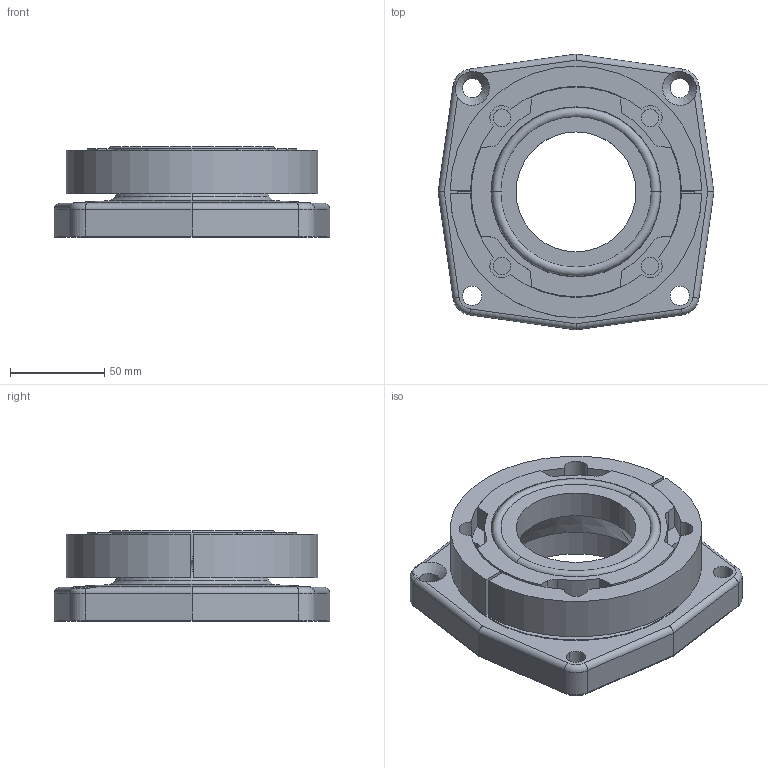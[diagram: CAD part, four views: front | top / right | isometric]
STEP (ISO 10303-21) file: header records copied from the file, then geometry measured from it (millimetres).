
FILE_DESCRIPTION((''),'2;1');
FILE_NAME('78300296_00','2016-09-21T',('sobrien2'),(''),'CREO PARAMETRIC BY PTC INC, 2015290','CREO PARAMETRIC BY PTC INC, 2015290','');
FILE_SCHEMA(('CONFIG_CONTROL_DESIGN'));
Length unit declared in the file: inch
Products named in the file (1): 78300296_00
Bounding box: 146.05 x 146.05 x 48.01 mm (x, y, z)
Surface area: 102601.7 mm2 (no closed solid volume)
Topology: 0 solids, 5 shells, 129 faces, 338 edges, 216 vertices
Faces by surface type: cylinder 72, plane 31, torus 14, cone 12
Entity records: 4150 total; most frequent: CARTESIAN_POINT 789, DIRECTION 750, ORIENTED_EDGE 664, EDGE_CURVE 338, AXIS2_PLACEMENT_3D 299, VERTEX_POINT 216, CIRCLE 170, VECTOR 152
